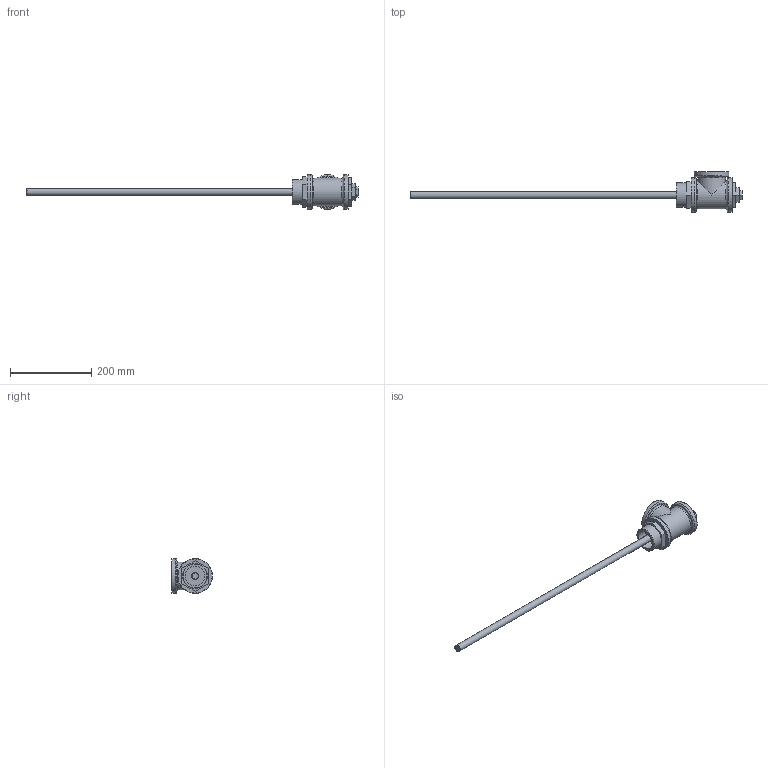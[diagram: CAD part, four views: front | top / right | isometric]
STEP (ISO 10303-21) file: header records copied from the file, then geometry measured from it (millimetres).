
FILE_DESCRIPTION(/* description */ (''),/* implementation_level */ '2;1');
FILE_NAME(/* name */ '3d_ExferroD250-300-9258380.stp',/* time_stamp */ '2018-10-15T09:29:33+02:00',/* author */ ('Andrzej'),/* organization */ (''),/* preprocessor_version */ 'ST-DEVELOPER v16.13',/* originating_system */ 'AutoCAD Mechanical',/* authorisation */ '');
FILE_SCHEMA (('AUTOMOTIVE_DESIGN { 1 0 10303 214 3 1 1 }'));
Length unit declared in the file: millimetre
Products named in the file (1): Product
Bounding box: 815 x 100 x 85 mm (x, y, z)
Volume: 618973.6 mm3; surface area: 133808 mm2
Topology: 1 solids, 2 shells, 62 faces, 129 edges, 84 vertices
Faces by surface type: plane 41, cylinder 11, torus 6, cone 4
Full cylindrical faces by diameter (mm): 15 x2, 16.5 x1, 47.5 x1, 60.3 x2, 68 x2, 85 x3
Entity records: 1534 total; most frequent: DIRECTION 264, CARTESIAN_POINT 249, ORIENTED_EDGE 210, EDGE_CURVE 105, EDGE_LOOP 96, AXIS2_PLACEMENT_3D 96, VERTEX_POINT 81, LINE 72
